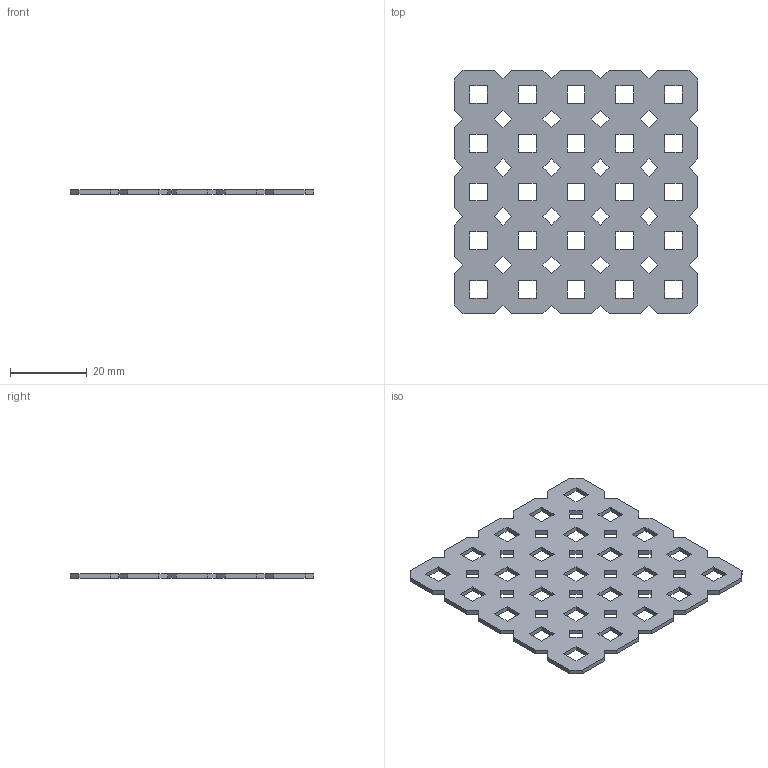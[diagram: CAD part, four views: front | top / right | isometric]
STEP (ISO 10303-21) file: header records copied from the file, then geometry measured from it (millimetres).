
FILE_DESCRIPTION(/* description */ (''),/* implementation_level */ '2;1');
FILE_NAME(/* name */ '5x5 Flat Plate v2.step',/* time_stamp */ '2024-10-29T09:10:57-04:00',/* author */ (''),/* organization */ (''),/* preprocessor_version */ 'ST-DEVELOPER v20',/* originating_system */ 'Autodesk Translation Framework v13.14.0.145',/* authorisation */ '');
FILE_SCHEMA (('AUTOMOTIVE_DESIGN { 1 0 10303 214 3 1 1 }'));
Length unit declared in the file: inch
Products named in the file (2): 5x5 Flat Plate; 5x VEX Plate Steel v1
Assembly tree (1 placements, depth 2):
  5x5 Flat Plate
    5x VEX Plate Steel v1
Bounding box: 63.5 x 63.5 x 1.17 mm (x, y, z)
Volume: 3783.1 mm3; surface area: 7582.9 mm2
Topology: 1 solids, 1 shells, 222 faces, 660 edges, 440 vertices
Faces by surface type: plane 222
Entity records: 7510 total; most frequent: CARTESIAN_POINT 1325, ORIENTED_EDGE 1320, DIRECTION 1110, LINE 660, VECTOR 660, EDGE_CURVE 660, VERTEX_POINT 440, EDGE_LOOP 304
